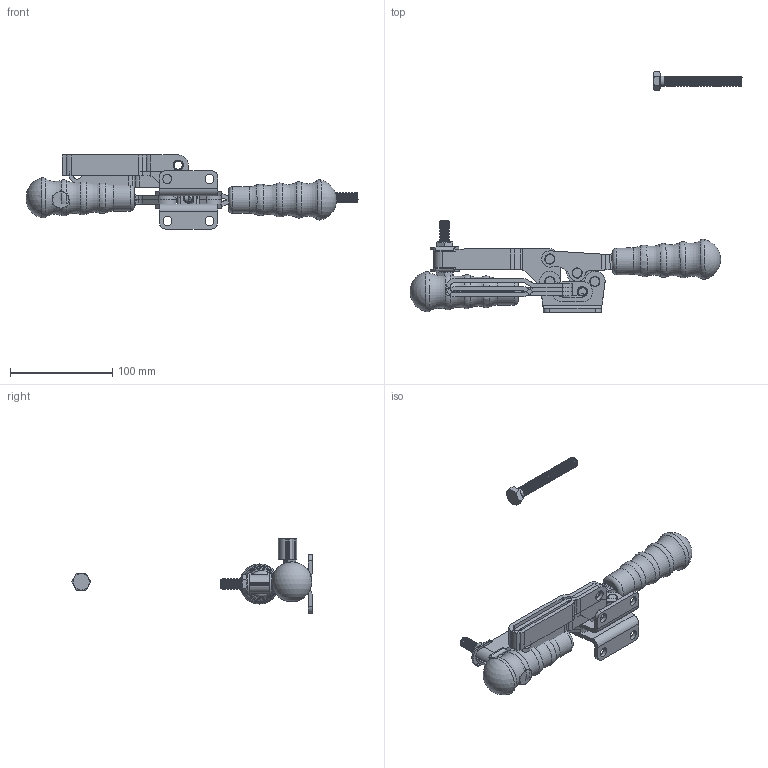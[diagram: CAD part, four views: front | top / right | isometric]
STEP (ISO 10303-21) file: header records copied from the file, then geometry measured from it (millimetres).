
FILE_DESCRIPTION( ( 'Unknown' ), '1' );
FILE_NAME( '140-UZ_UPINKA.stp', 'Unknown', ( 'Unknown' ), ( 'Unknown' ), 'PSStep 14.0', 'Unknown', ' ' );
FILE_SCHEMA( ( 'AUTOMOTIVE_DESIGN { 1 0 10303 214 1 1 1 1 }' ) );
Length unit declared in the file: millimetre
Products named in the file (25): Assem1; 140004-M_UPINACI PAKA; 140006-M_TAHLO; 140006_TAHLO; 140006_TAHLO-oa6; 820003_POUZDRO 8x8; 820003_POUZDRO 8x8-oa7; 140004_UPINACI PAKA L; 140005_UPINACI PAKA P; 820003_POUZDRO 8x8-oa8; 820003_POUZDRO 8x8-oa9; 140007_TELO; 140007_TELO-oa0; 800048_SROUB M10x80-CSN ISO 4017; 930005_PODLOZKA M10; 930005_PODLOZKA M10-oa1; 800006_MATICE M10_DIN4398; 800006_MATICE M10_DIN4398-oa2; 940004_RUKOJET 16x8; 721018_NYT 8x18; 721018_NYT 8x18-oa3; 721018_NYT 8x18-oa4; 721018_NYT 8x18-oa5; 140002_OVLADACI PAKA L; 140003_OVLADACI PAKA P
Bounding box: 324.96 x 235.33 x 72.5 mm (x, y, z)
Volume: 316164.9 mm3; surface area: 162345.5 mm2
Topology: 52 solids, 52 shells, 1182 faces, 2670 edges, 1614 vertices
Faces by surface type: cylinder 384, plane 346, cone 310, torus 128, bspline 12, sphere 2
Full cylindrical faces by diameter (mm): 8 x8, 8.02 x12, 8.05 x16, 8.376 x12, 10 x116, 10.1 x24, 10.2 x12, 10.4 x4, 14.63 x2, 26.044 x2
Entity records: 18039 total; most frequent: CARTESIAN_POINT 2521, DIRECTION 2430, ORIENTED_EDGE 1758, AXIS2_PLACEMENT_3D 1056, EDGE_LOOP 914, EDGE_CURVE 879, FACE_OUTER_BOUND 702, VERTEX_POINT 699
